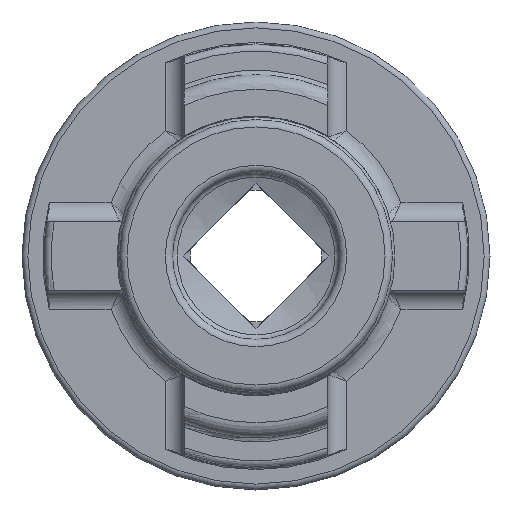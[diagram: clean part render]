
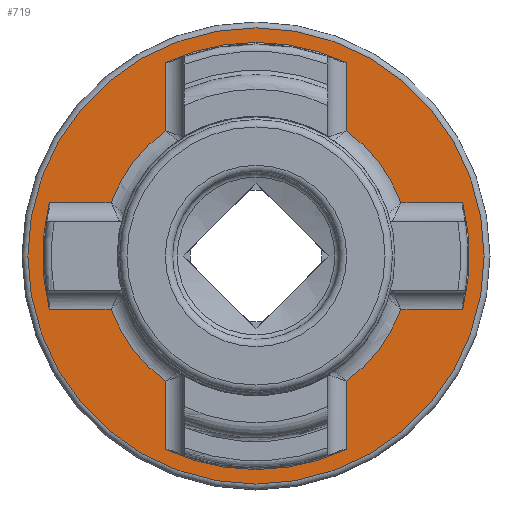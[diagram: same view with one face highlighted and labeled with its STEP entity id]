
A CAD part, left-side view. The second image highlights one B-rep face of the part: STEP entity #719.
In plain terms, the highlighted planar face has unit normal (-1, 0, 0).
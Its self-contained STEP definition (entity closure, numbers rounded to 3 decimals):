
#66 = CARTESIAN_POINT ( 'NONE',  ( 23.8, 0., 0. ) ) ;
#68 = DIRECTION ( 'NONE',  ( 0., 0., -1. ) ) ;
#95 = DIRECTION ( 'NONE',  ( 0., 1., 0. ) ) ;
#138 = DIRECTION ( 'NONE',  ( 0., 0., 1. ) ) ;
#162 = CARTESIAN_POINT ( 'NONE',  ( 23.8, -6.2, 8.548 ) ) ;
#182 = CARTESIAN_POINT ( 'NONE',  ( 23.8, 0., 0. ) ) ;
#186 = LINE ( 'NONE', #234, #1421 ) ;
#234 = CARTESIAN_POINT ( 'NONE',  ( 23.8, -6.2, -13.753 ) ) ;
#260 = EDGE_CURVE ( 'NONE', #1372, #1372, #725, .T. ) ;
#346 = AXIS2_PLACEMENT_3D ( 'NONE', #182, #4457, #2098 ) ;
#383 = DIRECTION ( 'NONE',  ( 1., 0., 0. ) ) ;
#406 = ORIENTED_EDGE ( 'NONE', *, *, #1888, .T. ) ;
#435 = ORIENTED_EDGE ( 'NONE', *, *, #3920, .F. ) ;
#454 = DIRECTION ( 'NONE',  ( -1., 0., 0. ) ) ;
#492 = LINE ( 'NONE', #4054, #2295 ) ;
#505 = LINE ( 'NONE', #666, #2689 ) ;
#539 = CIRCLE ( 'NONE', #346, 10.56 ) ;
#642 = ORIENTED_EDGE ( 'NONE', *, *, #3501, .F. ) ;
#666 = CARTESIAN_POINT ( 'NONE',  ( 23.8, -14.41, 3.65 ) ) ;
#694 = DIRECTION ( 'NONE',  ( 0., 0., -1. ) ) ;
#711 = CARTESIAN_POINT ( 'NONE',  ( 23.8, 6.2, 0. ) ) ;
#719 = ADVANCED_FACE ( 'NONE', ( #1986, #1855 ), #3583, .F. ) ;
#725 = CIRCLE ( 'NONE', #2897, 15.6 ) ;
#808 = CARTESIAN_POINT ( 'NONE',  ( 23.8, -9.909, 3.65 ) ) ;
#822 = DIRECTION ( 'NONE',  ( 1., 0., 0. ) ) ;
#850 = CIRCLE ( 'NONE', #1872, 14.6 ) ;
#872 = CARTESIAN_POINT ( 'NONE',  ( 23.8, -6.2, -13.218 ) ) ;
#909 = CARTESIAN_POINT ( 'NONE',  ( 23.8, 9.909, 3.65 ) ) ;
#914 = DIRECTION ( 'NONE',  ( 0., 0., 1. ) ) ;
#944 = CARTESIAN_POINT ( 'NONE',  ( 23.8, 6.2, -8.548 ) ) ;
#992 = VERTEX_POINT ( 'NONE', #3450 ) ;
#1044 = DIRECTION ( 'NONE',  ( 0., 0., -1. ) ) ;
#1071 = EDGE_CURVE ( 'NONE', #3067, #2699, #4753, .T. ) ;
#1106 = DIRECTION ( 'NONE',  ( 0., -1., 0. ) ) ;
#1114 = CIRCLE ( 'NONE', #4023, 14.6 ) ;
#1168 = LINE ( 'NONE', #3965, #3536 ) ;
#1191 = ORIENTED_EDGE ( 'NONE', *, *, #3917, .T. ) ;
#1205 = EDGE_CURVE ( 'NONE', #3067, #3688, #850, .T. ) ;
#1219 = DIRECTION ( 'NONE',  ( 0., 0., -1. ) ) ;
#1249 = EDGE_CURVE ( 'NONE', #2836, #1944, #4184, .T. ) ;
#1320 = DIRECTION ( 'NONE',  ( 0., 0., 1. ) ) ;
#1324 = ORIENTED_EDGE ( 'NONE', *, *, #2052, .T. ) ;
#1372 = VERTEX_POINT ( 'NONE', #2545 ) ;
#1387 = CARTESIAN_POINT ( 'NONE',  ( 23.8, 6.2, 8.548 ) ) ;
#1421 = VECTOR ( 'NONE', #3381, 1000. ) ;
#1452 = VERTEX_POINT ( 'NONE', #3545 ) ;
#1515 = CARTESIAN_POINT ( 'NONE',  ( 23.8, -6.2, 13.218 ) ) ;
#1591 = DIRECTION ( 'NONE',  ( 0., 1., 0. ) ) ;
#1597 = EDGE_CURVE ( 'NONE', #4107, #2347, #5121, .T. ) ;
#1619 = VERTEX_POINT ( 'NONE', #3778 ) ;
#1675 = VERTEX_POINT ( 'NONE', #3334 ) ;
#1689 = CARTESIAN_POINT ( 'NONE',  ( 23.8, 14.136, 3.65 ) ) ;
#1722 = EDGE_CURVE ( 'NONE', #4710, #2347, #4872, .T. ) ;
#1806 = ORIENTED_EDGE ( 'NONE', *, *, #1249, .T. ) ;
#1855 = FACE_OUTER_BOUND ( 'NONE', #4778, .T. ) ;
#1859 = ORIENTED_EDGE ( 'NONE', *, *, #1597, .T. ) ;
#1872 = AXIS2_PLACEMENT_3D ( 'NONE', #2023, #2072, #2448 ) ;
#1888 = EDGE_CURVE ( 'NONE', #4904, #2758, #2696, .T. ) ;
#1892 = CARTESIAN_POINT ( 'NONE',  ( 23.8, 6.2, 13.218 ) ) ;
#1926 = AXIS2_PLACEMENT_3D ( 'NONE', #4251, #2641, #694 ) ;
#1944 = VERTEX_POINT ( 'NONE', #808 ) ;
#1986 = FACE_BOUND ( 'NONE', #2135, .T. ) ;
#2023 = CARTESIAN_POINT ( 'NONE',  ( 23.8, 0., 0. ) ) ;
#2052 = EDGE_CURVE ( 'NONE', #1619, #1675, #3624, .T. ) ;
#2067 = AXIS2_PLACEMENT_3D ( 'NONE', #5154, #383, #3119 ) ;
#2072 = DIRECTION ( 'NONE',  ( -1., 0., 0. ) ) ;
#2076 = VECTOR ( 'NONE', #3526, 1000. ) ;
#2098 = DIRECTION ( 'NONE',  ( 0., 0., -1. ) ) ;
#2105 = CARTESIAN_POINT ( 'NONE',  ( 23.8, 14.136, -3.65 ) ) ;
#2135 = EDGE_LOOP ( 'NONE', ( #435, #1324, #2374, #3969, #642, #406, #4737, #3915, #3331, #2885, #1191, #1859, #3016, #4817, #1806, #2770 ) ) ;
#2139 = AXIS2_PLACEMENT_3D ( 'NONE', #3279, #822, #1219 ) ;
#2276 = DIRECTION ( 'NONE',  ( 1., 0., 0. ) ) ;
#2295 = VECTOR ( 'NONE', #68, 1000. ) ;
#2347 = VERTEX_POINT ( 'NONE', #1892 ) ;
#2374 = ORIENTED_EDGE ( 'NONE', *, *, #3170, .T. ) ;
#2423 = CIRCLE ( 'NONE', #4669, 10.56 ) ;
#2448 = DIRECTION ( 'NONE',  ( 0., 0., 1. ) ) ;
#2474 = EDGE_CURVE ( 'NONE', #1944, #992, #505, .T. ) ;
#2497 = DIRECTION ( 'NONE',  ( -1., 0., 0. ) ) ;
#2516 = VECTOR ( 'NONE', #914, 1000. ) ;
#2545 = CARTESIAN_POINT ( 'NONE',  ( 23.8, 0., 15.6 ) ) ;
#2641 = DIRECTION ( 'NONE',  ( 1., 0., 0. ) ) ;
#2689 = VECTOR ( 'NONE', #1106, 1000. ) ;
#2696 = LINE ( 'NONE', #711, #2076 ) ;
#2699 = VERTEX_POINT ( 'NONE', #909 ) ;
#2715 = VECTOR ( 'NONE', #4750, 1000. ) ;
#2731 = AXIS2_PLACEMENT_3D ( 'NONE', #3726, #4525, #138 ) ;
#2758 = VERTEX_POINT ( 'NONE', #944 ) ;
#2770 = ORIENTED_EDGE ( 'NONE', *, *, #2474, .T. ) ;
#2794 = ORIENTED_EDGE ( 'NONE', *, *, #260, .T. ) ;
#2836 = VERTEX_POINT ( 'NONE', #162 ) ;
#2885 = ORIENTED_EDGE ( 'NONE', *, *, #1071, .T. ) ;
#2897 = AXIS2_PLACEMENT_3D ( 'NONE', #4461, #2497, #1320 ) ;
#2923 = CARTESIAN_POINT ( 'NONE',  ( 23.8, -8.957, -3.65 ) ) ;
#3016 = ORIENTED_EDGE ( 'NONE', *, *, #1722, .F. ) ;
#3063 = EDGE_CURVE ( 'NONE', #4710, #2836, #492, .T. ) ;
#3067 = VERTEX_POINT ( 'NONE', #1689 ) ;
#3110 = CARTESIAN_POINT ( 'NONE',  ( 23.8, 6.2, -13.218 ) ) ;
#3119 = DIRECTION ( 'NONE',  ( 0., 0., -1. ) ) ;
#3166 = EDGE_CURVE ( 'NONE', #2758, #1452, #2423, .T. ) ;
#3170 = EDGE_CURVE ( 'NONE', #1675, #3559, #3914, .T. ) ;
#3258 = DIRECTION ( 'NONE',  ( 0., 0., 1. ) ) ;
#3279 = CARTESIAN_POINT ( 'NONE',  ( 23.8, 0., 0. ) ) ;
#3331 = ORIENTED_EDGE ( 'NONE', *, *, #1205, .F. ) ;
#3334 = CARTESIAN_POINT ( 'NONE',  ( 23.8, -9.909, -3.65 ) ) ;
#3348 = DIRECTION ( 'NONE',  ( 0., 0., 1. ) ) ;
#3381 = DIRECTION ( 'NONE',  ( 0., 0., -1. ) ) ;
#3422 = CARTESIAN_POINT ( 'NONE',  ( 23.8, 0., 0. ) ) ;
#3429 = EDGE_CURVE ( 'NONE', #3559, #3509, #186, .T. ) ;
#3450 = CARTESIAN_POINT ( 'NONE',  ( 23.8, -14.136, 3.65 ) ) ;
#3501 = EDGE_CURVE ( 'NONE', #4904, #3509, #1114, .T. ) ;
#3509 = VERTEX_POINT ( 'NONE', #872 ) ;
#3526 = DIRECTION ( 'NONE',  ( 0., 0., 1. ) ) ;
#3536 = VECTOR ( 'NONE', #1591, 1000. ) ;
#3545 = CARTESIAN_POINT ( 'NONE',  ( 23.8, 9.909, -3.65 ) ) ;
#3553 = CARTESIAN_POINT ( 'NONE',  ( 23.8, 14.6, 3.65 ) ) ;
#3559 = VERTEX_POINT ( 'NONE', #4099 ) ;
#3583 = PLANE ( 'NONE',  #2067 ) ;
#3624 = LINE ( 'NONE', #2923, #4352 ) ;
#3679 = CARTESIAN_POINT ( 'NONE',  ( 23.8, 6.2, 0. ) ) ;
#3688 = VERTEX_POINT ( 'NONE', #2105 ) ;
#3726 = CARTESIAN_POINT ( 'NONE',  ( 23.8, 0., 0. ) ) ;
#3744 = DIRECTION ( 'NONE',  ( -1., 0., 0. ) ) ;
#3773 = CIRCLE ( 'NONE', #4590, 14.6 ) ;
#3778 = CARTESIAN_POINT ( 'NONE',  ( 23.8, -14.136, -3.65 ) ) ;
#3847 = EDGE_CURVE ( 'NONE', #1452, #3688, #1168, .T. ) ;
#3914 = CIRCLE ( 'NONE', #1926, 10.56 ) ;
#3915 = ORIENTED_EDGE ( 'NONE', *, *, #3847, .T. ) ;
#3917 = EDGE_CURVE ( 'NONE', #2699, #4107, #539, .T. ) ;
#3920 = EDGE_CURVE ( 'NONE', #1619, #992, #3773, .T. ) ;
#3965 = CARTESIAN_POINT ( 'NONE',  ( 23.8, 14.6, -3.65 ) ) ;
#3969 = ORIENTED_EDGE ( 'NONE', *, *, #3429, .T. ) ;
#4023 = AXIS2_PLACEMENT_3D ( 'NONE', #66, #454, #3258 ) ;
#4054 = CARTESIAN_POINT ( 'NONE',  ( 23.8, -6.2, 7.857 ) ) ;
#4099 = CARTESIAN_POINT ( 'NONE',  ( 23.8, -6.2, -8.548 ) ) ;
#4107 = VERTEX_POINT ( 'NONE', #1387 ) ;
#4184 = CIRCLE ( 'NONE', #2139, 10.56 ) ;
#4251 = CARTESIAN_POINT ( 'NONE',  ( 23.8, 0., 0. ) ) ;
#4352 = VECTOR ( 'NONE', #95, 1000. ) ;
#4457 = DIRECTION ( 'NONE',  ( 1., 0., 0. ) ) ;
#4461 = CARTESIAN_POINT ( 'NONE',  ( 23.8, 0., 0. ) ) ;
#4525 = DIRECTION ( 'NONE',  ( -1., 0., 0. ) ) ;
#4590 = AXIS2_PLACEMENT_3D ( 'NONE', #4870, #3744, #3348 ) ;
#4669 = AXIS2_PLACEMENT_3D ( 'NONE', #3422, #2276, #1044 ) ;
#4710 = VERTEX_POINT ( 'NONE', #1515 ) ;
#4737 = ORIENTED_EDGE ( 'NONE', *, *, #3166, .T. ) ;
#4750 = DIRECTION ( 'NONE',  ( 0., -1., 0. ) ) ;
#4753 = LINE ( 'NONE', #3553, #2715 ) ;
#4778 = EDGE_LOOP ( 'NONE', ( #2794 ) ) ;
#4817 = ORIENTED_EDGE ( 'NONE', *, *, #3063, .T. ) ;
#4870 = CARTESIAN_POINT ( 'NONE',  ( 23.8, 0., 0. ) ) ;
#4872 = CIRCLE ( 'NONE', #2731, 14.6 ) ;
#4904 = VERTEX_POINT ( 'NONE', #3110 ) ;
#5121 = LINE ( 'NONE', #3679, #2516 ) ;
#5154 = CARTESIAN_POINT ( 'NONE',  ( 23.8, 14.6, 0. ) ) ;
